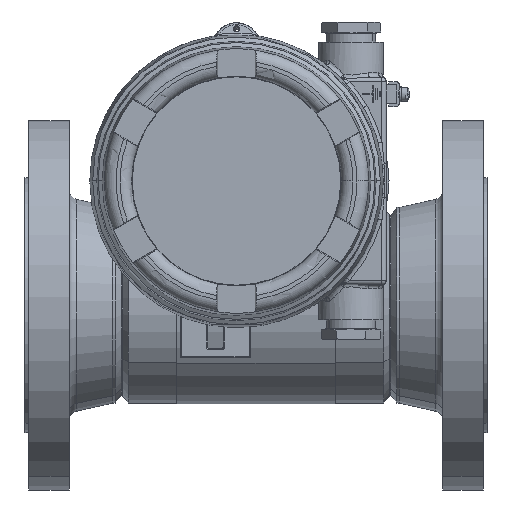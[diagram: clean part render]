
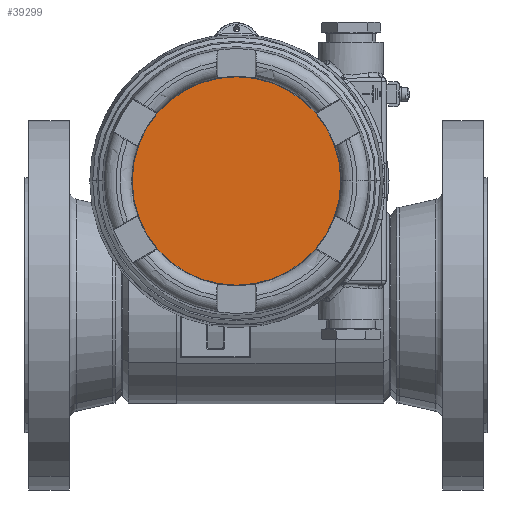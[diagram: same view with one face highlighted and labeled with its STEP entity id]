
A CAD part, left-side view. The second image highlights one B-rep face of the part: STEP entity #39299.
In plain terms, the highlighted planar face has unit normal (-1, 0, 0).
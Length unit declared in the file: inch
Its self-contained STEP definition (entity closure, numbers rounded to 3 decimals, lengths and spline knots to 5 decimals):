
#1754 = DIRECTION ( 'NONE',  ( 0., 0.039, 0.999 ) ) ;
#6461 = AXIS2_PLACEMENT_3D ( 'NONE', #18683, #32342, #1754 ) ;
#10721 = CARTESIAN_POINT ( 'NONE',  ( -8.18268, 0.41535, 2.64882 ) ) ;
#11290 = VERTEX_POINT ( 'NONE', #17560 ) ;
#13804 = AXIS2_PLACEMENT_3D ( 'NONE', #28578, #41961, #17633 ) ;
#16124 = VERTEX_POINT ( 'NONE', #40381 ) ;
#17560 = CARTESIAN_POINT ( 'NONE',  ( -8.18268, 0.51468, 5.18287 ) ) ;
#17568 = EDGE_CURVE ( 'NONE', #16124, #11290, #21732, .T. ) ;
#17633 = DIRECTION ( 'NONE',  ( 0., 0.039, 0.999 ) ) ;
#18683 = CARTESIAN_POINT ( 'NONE',  ( -8.18268, 0.41535, 2.64882 ) ) ;
#19599 = AXIS2_PLACEMENT_3D ( 'NONE', #10721, #41085, #24332 ) ;
#20704 = EDGE_CURVE ( 'NONE', #11290, #16124, #26638, .T. ) ;
#21732 = CIRCLE ( 'NONE', #19599, 2.536 ) ;
#22578 = ORIENTED_EDGE ( 'NONE', *, *, #17568, .T. ) ;
#24332 = DIRECTION ( 'NONE',  ( 0., 0.039, 0.999 ) ) ;
#24957 = FACE_OUTER_BOUND ( 'NONE', #39815, .T. ) ;
#26638 = CIRCLE ( 'NONE', #13804, 2.536 ) ;
#28578 = CARTESIAN_POINT ( 'NONE',  ( -8.18268, 0.41535, 2.64882 ) ) ;
#32342 = DIRECTION ( 'NONE',  ( -1., 0., 0. ) ) ;
#35680 = PLANE ( 'NONE',  #6461 ) ;
#39299 = ADVANCED_FACE ( 'NONE', ( #24957 ), #35680, .T. ) ;
#39815 = EDGE_LOOP ( 'NONE', ( #22578, #39871 ) ) ;
#39871 = ORIENTED_EDGE ( 'NONE', *, *, #20704, .T. ) ;
#40381 = CARTESIAN_POINT ( 'NONE',  ( -8.18268, 0.31603, 0.11476 ) ) ;
#41085 = DIRECTION ( 'NONE',  ( -1., 0., 0. ) ) ;
#41961 = DIRECTION ( 'NONE',  ( -1., 0., 0. ) ) ;
